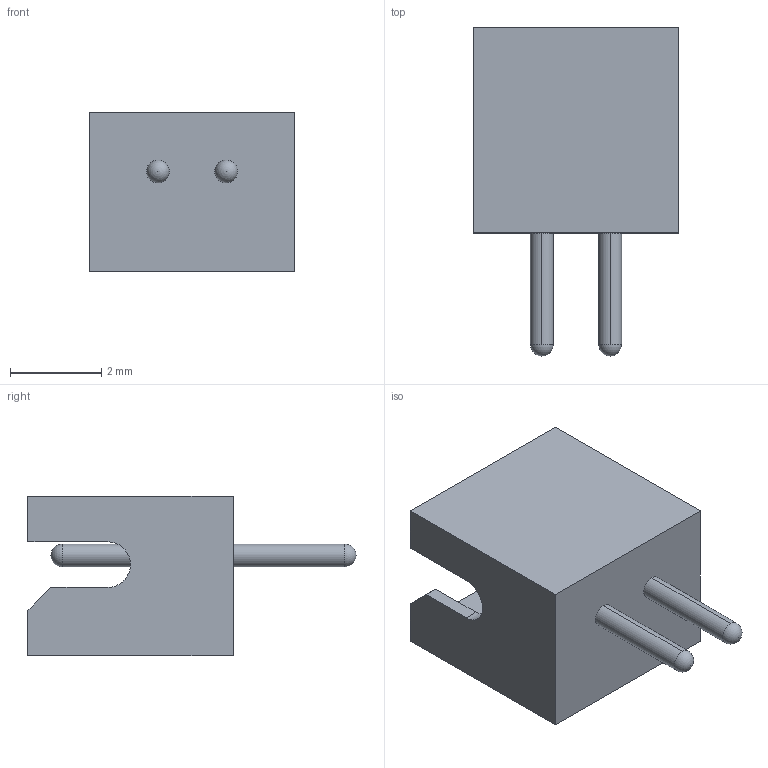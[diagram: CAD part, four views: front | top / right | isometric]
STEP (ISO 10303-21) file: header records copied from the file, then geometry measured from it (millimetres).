
FILE_DESCRIPTION (( 'STEP AP214' ), '1' );
FILE_NAME ('6933D87B-F83A-49E2-8CAE-97368FC4F9FD.STEP', '2023-03-08T05:00:20', ( '' ), ( '' ), 'SwSTEP 2.0', 'SolidWorks 2022', '' );
FILE_SCHEMA (( 'AUTOMOTIVE_DESIGN' ));
Length unit declared in the file: millimetre
Products named in the file (1): 6933D87B-F83A-49E2-8CAE-97368FC4F9FD
Bounding box: 4.5 x 7.2 x 3.5 mm (x, y, z)
Volume: 26.6 mm3; surface area: 169.8 mm2
Topology: 1 solids, 1 shells, 32 faces, 90 edges, 60 vertices
Faces by surface type: plane 18, cylinder 10, sphere 4
Entity records: 1108 total; most frequent: DIRECTION 164, CARTESIAN_POINT 163, ORIENTED_EDGE 156, EDGE_CURVE 78, LINE 58, VECTOR 58, AXIS2_PLACEMENT_3D 53, VERTEX_POINT 52
